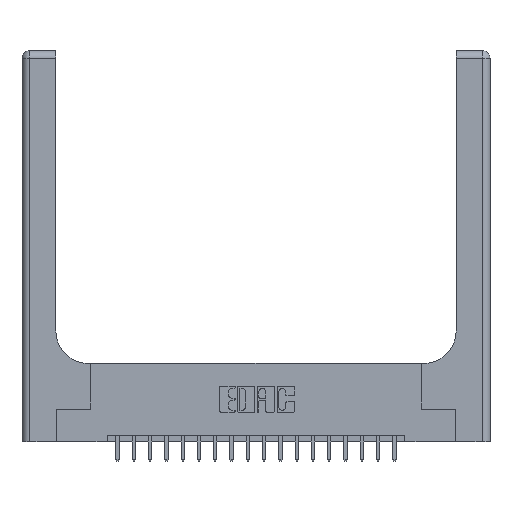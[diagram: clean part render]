
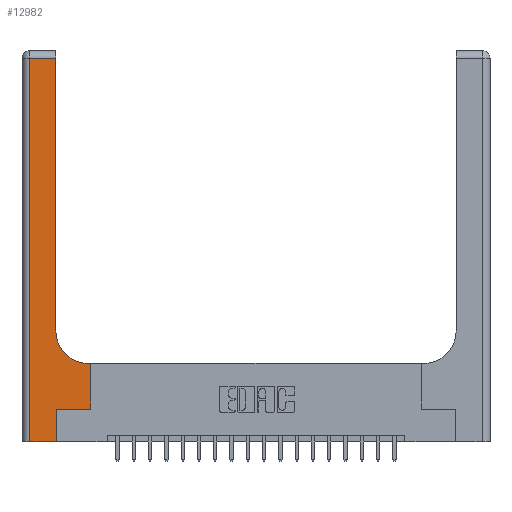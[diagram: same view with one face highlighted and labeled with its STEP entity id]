
A CAD part, top view. The second image highlights one B-rep face of the part: STEP entity #12982.
In plain terms, the highlighted planar face has unit normal (0, 0, 1).
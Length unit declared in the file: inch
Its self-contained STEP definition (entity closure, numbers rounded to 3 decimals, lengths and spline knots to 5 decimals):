
#187 = CARTESIAN_POINT ( 'NONE',  ( 0.528, 0.25, 0.37 ) ) ;
#1075 = CARTESIAN_POINT ( 'NONE',  ( 0., 2.94, 0.37 ) ) ;
#1261 = EDGE_CURVE ( 'NONE', #14529, #11457, #10318, .T. ) ;
#1833 = DIRECTION ( 'NONE',  ( -1., 0., 0. ) ) ;
#2138 = PLANE ( 'NONE',  #17277 ) ;
#3857 = DIRECTION ( 'NONE',  ( 1., 0., 0. ) ) ;
#3864 = ORIENTED_EDGE ( 'NONE', *, *, #4604, .T. ) ;
#3885 = DIRECTION ( 'NONE',  ( 0., 1., 0. ) ) ;
#3888 = CARTESIAN_POINT ( 'NONE',  ( 0.51, 0.85, 0.37 ) ) ;
#3990 = CARTESIAN_POINT ( 'NONE',  ( 0.265, 0., 0.37 ) ) ;
#3994 = DIRECTION ( 'NONE',  ( 1., 0., 0. ) ) ;
#4008 = EDGE_LOOP ( 'NONE', ( #3864, #16302, #8560, #19199, #19395, #18523, #19263, #7854, #13996 ) ) ;
#4385 = DIRECTION ( 'NONE',  ( 0., 1., 0. ) ) ;
#4604 = EDGE_CURVE ( 'NONE', #14758, #7399, #16727, .T. ) ;
#4802 = VECTOR ( 'NONE', #4385, 39.37008 ) ;
#4905 = VECTOR ( 'NONE', #3857, 39.37008 ) ;
#5286 = DIRECTION ( 'NONE',  ( 0., -1., 0. ) ) ;
#5316 = EDGE_CURVE ( 'NONE', #7399, #17529, #10477, .T. ) ;
#5966 = VECTOR ( 'NONE', #5286, 39.37008 ) ;
#6289 = CARTESIAN_POINT ( 'NONE',  ( 0.06, 2.94, 0.37 ) ) ;
#6567 = CARTESIAN_POINT ( 'NONE',  ( 0.51, 0.6, 0.37 ) ) ;
#6625 = CARTESIAN_POINT ( 'NONE',  ( 0.265, 0.25, 0.37 ) ) ;
#7399 = VERTEX_POINT ( 'NONE', #13783 ) ;
#7610 = CARTESIAN_POINT ( 'NONE',  ( 0.26, 3., 0.37 ) ) ;
#7854 = ORIENTED_EDGE ( 'NONE', *, *, #1261, .T. ) ;
#8303 = VECTOR ( 'NONE', #16533, 39.37008 ) ;
#8553 = LINE ( 'NONE', #14918, #4905 ) ;
#8560 = ORIENTED_EDGE ( 'NONE', *, *, #13024, .T. ) ;
#8697 = VERTEX_POINT ( 'NONE', #6625 ) ;
#8709 = LINE ( 'NONE', #16436, #8303 ) ;
#8977 = DIRECTION ( 'NONE',  ( 0., 1., 0. ) ) ;
#9041 = CARTESIAN_POINT ( 'NONE',  ( 0.06, 0., 0.37 ) ) ;
#9880 = DIRECTION ( 'NONE',  ( 0., 0., -1. ) ) ;
#10239 = AXIS2_PLACEMENT_3D ( 'NONE', #3888, #10252, #3994 ) ;
#10252 = DIRECTION ( 'NONE',  ( 0., 0., -1. ) ) ;
#10318 = LINE ( 'NONE', #16691, #13483 ) ;
#10477 = LINE ( 'NONE', #1075, #11741 ) ;
#10925 = VERTEX_POINT ( 'NONE', #9041 ) ;
#11245 = VECTOR ( 'NONE', #8977, 39.37008 ) ;
#11457 = VERTEX_POINT ( 'NONE', #6567 ) ;
#11741 = VECTOR ( 'NONE', #20278, 39.37008 ) ;
#12098 = LINE ( 'NONE', #18475, #11245 ) ;
#12225 = CARTESIAN_POINT ( 'NONE',  ( 0.265, 0., 0.37 ) ) ;
#12982 = ADVANCED_FACE ( 'NONE', ( #17819 ), #2138, .F. ) ;
#13024 = EDGE_CURVE ( 'NONE', #17529, #10925, #17927, .T. ) ;
#13266 = CIRCLE ( 'NONE', #10239, 0.25 ) ;
#13483 = VECTOR ( 'NONE', #15325, 39.37008 ) ;
#13700 = EDGE_CURVE ( 'NONE', #10925, #18636, #8709, .T. ) ;
#13783 = CARTESIAN_POINT ( 'NONE',  ( 0.26, 2.94, 0.37 ) ) ;
#13996 = ORIENTED_EDGE ( 'NONE', *, *, #18590, .T. ) ;
#14529 = VERTEX_POINT ( 'NONE', #18884 ) ;
#14758 = VERTEX_POINT ( 'NONE', #20003 ) ;
#14883 = CARTESIAN_POINT ( 'NONE',  ( 0., 3., 0.37 ) ) ;
#14918 = CARTESIAN_POINT ( 'NONE',  ( 0.265, 0.25, 0.37 ) ) ;
#15325 = DIRECTION ( 'NONE',  ( -1., 0., 0. ) ) ;
#16302 = ORIENTED_EDGE ( 'NONE', *, *, #5316, .T. ) ;
#16360 = CARTESIAN_POINT ( 'NONE',  ( 0.06, 3., 0.37 ) ) ;
#16436 = CARTESIAN_POINT ( 'NONE',  ( 0., 0., 0.37 ) ) ;
#16533 = DIRECTION ( 'NONE',  ( 1., 0., 0. ) ) ;
#16691 = CARTESIAN_POINT ( 'NONE',  ( 0.26, 0.6, 0.37 ) ) ;
#16727 = LINE ( 'NONE', #7610, #4802 ) ;
#17277 = AXIS2_PLACEMENT_3D ( 'NONE', #14883, #9880, #1833 ) ;
#17361 = EDGE_CURVE ( 'NONE', #18636, #8697, #19946, .T. ) ;
#17529 = VERTEX_POINT ( 'NONE', #6289 ) ;
#17610 = VERTEX_POINT ( 'NONE', #187 ) ;
#17802 = EDGE_CURVE ( 'NONE', #8697, #17610, #8553, .T. ) ;
#17819 = FACE_OUTER_BOUND ( 'NONE', #4008, .T. ) ;
#17927 = LINE ( 'NONE', #16360, #5966 ) ;
#18475 = CARTESIAN_POINT ( 'NONE',  ( 0.528, 0.25, 0.37 ) ) ;
#18523 = ORIENTED_EDGE ( 'NONE', *, *, #17802, .T. ) ;
#18590 = EDGE_CURVE ( 'NONE', #11457, #14758, #13266, .T. ) ;
#18636 = VERTEX_POINT ( 'NONE', #12225 ) ;
#18884 = CARTESIAN_POINT ( 'NONE',  ( 0.528, 0.6, 0.37 ) ) ;
#18910 = VECTOR ( 'NONE', #3885, 39.37008 ) ;
#19119 = EDGE_CURVE ( 'NONE', #17610, #14529, #12098, .T. ) ;
#19199 = ORIENTED_EDGE ( 'NONE', *, *, #13700, .T. ) ;
#19263 = ORIENTED_EDGE ( 'NONE', *, *, #19119, .T. ) ;
#19395 = ORIENTED_EDGE ( 'NONE', *, *, #17361, .T. ) ;
#19946 = LINE ( 'NONE', #3990, #18910 ) ;
#20003 = CARTESIAN_POINT ( 'NONE',  ( 0.26, 0.85, 0.37 ) ) ;
#20278 = DIRECTION ( 'NONE',  ( -1., 0., 0. ) ) ;
